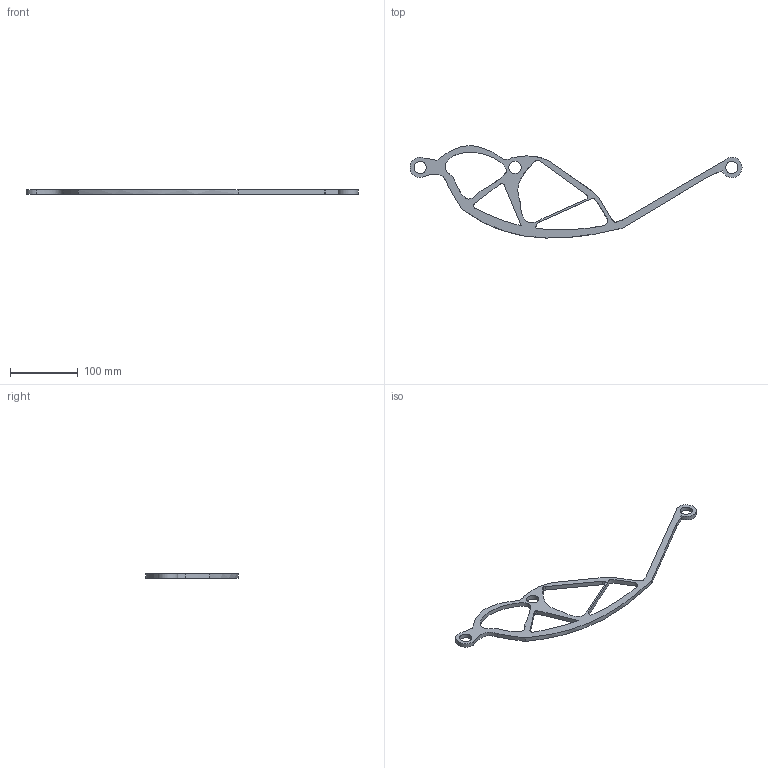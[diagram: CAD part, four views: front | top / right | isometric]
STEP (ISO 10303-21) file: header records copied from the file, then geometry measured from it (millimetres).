
FILE_DESCRIPTION(/* description */ (''),/* implementation_level */ '2;1');
FILE_NAME(/* name */ 'GenDes2Fixedv50.step',/* time_stamp */ '2024-02-16T18:21:58Z',/* author */ (''),/* organization */ (''),/* preprocessor_version */ 'ST-DEVELOPER v20',/* originating_system */ 'Autodesk Translation Framework v12.20.1.177',/* authorisation */ '');
FILE_SCHEMA (('AUTOMOTIVE_DESIGN { 1 0 10303 214 3 1 1 }'));
Length unit declared in the file: millimetre
Products named in the file (1): GenDes2Fixed
Bounding box: 489.94 x 135.92 x 6.3 mm (x, y, z)
Volume: 71521.3 mm3; surface area: 37301 mm2
Topology: 1 solids, 1 shells, 46 faces, 132 edges, 88 vertices
Faces by surface type: bspline 20, plane 14, cylinder 12
Full cylindrical faces by diameter (mm): 18 x3
Entity records: 3321 total; most frequent: CARTESIAN_POINT 2204, ORIENTED_EDGE 264, DIRECTION 165, EDGE_CURVE 132, VERTEX_POINT 88, LINE 63, VECTOR 63, EDGE_LOOP 60
